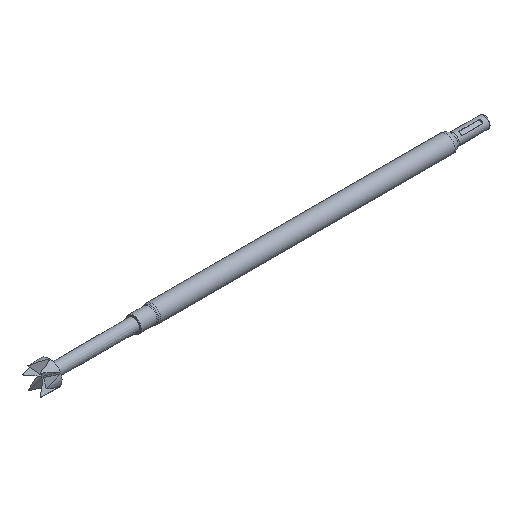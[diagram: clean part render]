
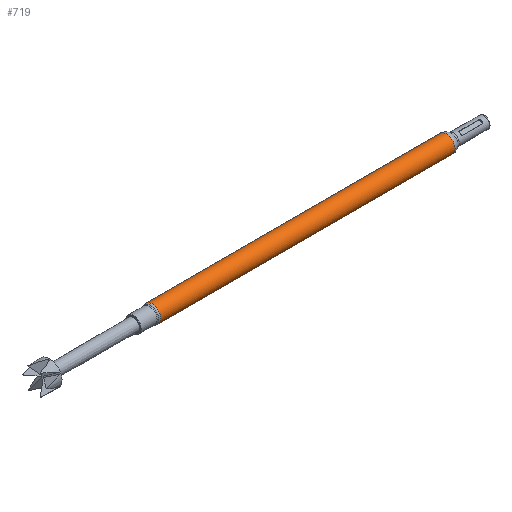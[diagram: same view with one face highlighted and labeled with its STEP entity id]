
A CAD part, isometric view. The second image highlights one B-rep face of the part: STEP entity #719.
In plain terms, the highlighted cylindrical face has radius 0.683 mm (diameter 1.367 mm), a full revolution.
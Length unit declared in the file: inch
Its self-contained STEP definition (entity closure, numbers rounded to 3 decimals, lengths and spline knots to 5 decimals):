
#183 = DIRECTION ( 'NONE',  ( 0., 0., -1. ) ) ;
#719 = ADVANCED_FACE ( 'NONE', ( #3228, #4621 ), #1229, .T. ) ;
#1229 = CYLINDRICAL_SURFACE ( 'NONE', #5392, 0.0269 ) ;
#1575 = DIRECTION ( 'NONE',  ( -1., 0., 0. ) ) ;
#1741 = CIRCLE ( 'NONE', #3071, 0.0269 ) ;
#1860 = CARTESIAN_POINT ( 'NONE',  ( 0.05889, 0., 0. ) ) ;
#1915 = DIRECTION ( 'NONE',  ( 1., 0., 0. ) ) ;
#2114 = EDGE_LOOP ( 'NONE', ( #2239 ) ) ;
#2214 = VERTEX_POINT ( 'NONE', #4722 ) ;
#2239 = ORIENTED_EDGE ( 'NONE', *, *, #3134, .T. ) ;
#2457 = AXIS2_PLACEMENT_3D ( 'NONE', #1860, #1915, #183 ) ;
#2956 = CARTESIAN_POINT ( 'NONE',  ( 0.98, 0., 0. ) ) ;
#2989 = DIRECTION ( 'NONE',  ( -1., 0., 0. ) ) ;
#3071 = AXIS2_PLACEMENT_3D ( 'NONE', #2956, #2989, #4663 ) ;
#3134 = EDGE_CURVE ( 'NONE', #4299, #4299, #1741, .T. ) ;
#3151 = ORIENTED_EDGE ( 'NONE', *, *, #3416, .T. ) ;
#3228 = FACE_OUTER_BOUND ( 'NONE', #5319, .T. ) ;
#3416 = EDGE_CURVE ( 'NONE', #2214, #2214, #4070, .T. ) ;
#4070 = CIRCLE ( 'NONE', #2457, 0.0269 ) ;
#4299 = VERTEX_POINT ( 'NONE', #4747 ) ;
#4538 = DIRECTION ( 'NONE',  ( 0., 0., 1. ) ) ;
#4621 = FACE_OUTER_BOUND ( 'NONE', #2114, .T. ) ;
#4663 = DIRECTION ( 'NONE',  ( 0., 0., 1. ) ) ;
#4722 = CARTESIAN_POINT ( 'NONE',  ( 0.05889, 0., -0.0269 ) ) ;
#4747 = CARTESIAN_POINT ( 'NONE',  ( 0.98, 0., 0.0269 ) ) ;
#5319 = EDGE_LOOP ( 'NONE', ( #3151 ) ) ;
#5392 = AXIS2_PLACEMENT_3D ( 'NONE', #5411, #1575, #4538 ) ;
#5411 = CARTESIAN_POINT ( 'NONE',  ( 0., 0., 0. ) ) ;
